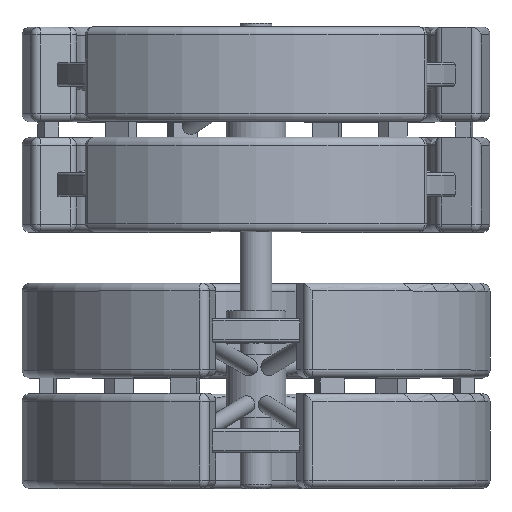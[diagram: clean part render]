
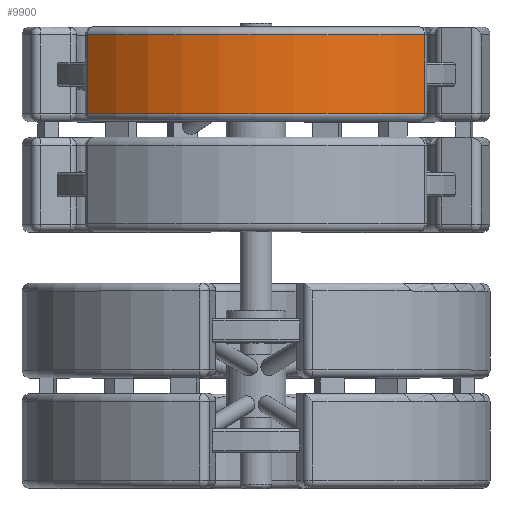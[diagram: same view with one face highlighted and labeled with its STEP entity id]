
A CAD part, top view. The second image highlights one B-rep face of the part: STEP entity #9900.
In plain terms, the highlighted cylindrical face has radius 297 mm (diameter 594 mm), a partial arc.
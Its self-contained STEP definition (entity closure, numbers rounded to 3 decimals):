
#622=LINE('',#17232,#1371);
#627=LINE('',#17239,#1376);
#1371=VECTOR('',#13624,10.);
#1376=VECTOR('',#13633,10.);
#1942=CYLINDRICAL_SURFACE('',#11135,297.);
#2515=FACE_OUTER_BOUND('',#3205,.T.);
#3205=EDGE_LOOP('',(#7982,#7983,#7984,#7985));
#3928=CIRCLE('',#11105,297.);
#3943=CIRCLE('',#11134,297.);
#4550=VERTEX_POINT('',#17155);
#4551=VERTEX_POINT('',#17159);
#4556=VERTEX_POINT('',#17169);
#4560=VERTEX_POINT('',#17180);
#5738=EDGE_CURVE('',#4560,#4556,#3928,.T.);
#5762=EDGE_CURVE('',#4551,#4560,#622,.T.);
#5767=EDGE_CURVE('',#4556,#4550,#627,.T.);
#5769=EDGE_CURVE('',#4550,#4551,#3943,.T.);
#7982=ORIENTED_EDGE('',*,*,#5738,.F.);
#7983=ORIENTED_EDGE('',*,*,#5762,.F.);
#7984=ORIENTED_EDGE('',*,*,#5769,.F.);
#7985=ORIENTED_EDGE('',*,*,#5767,.F.);
#9900=ADVANCED_FACE('',(#2515),#1942,.T.);
#11105=AXIS2_PLACEMENT_3D('',#17188,#13564,#13565);
#11134=AXIS2_PLACEMENT_3D('',#17242,#13638,#13639);
#11135=AXIS2_PLACEMENT_3D('',#17243,#13640,#13641);
#13564=DIRECTION('center_axis',(0.,-1.,0.));
#13565=DIRECTION('ref_axis',(0.,0.,
1.));
#13624=DIRECTION('',(0.,-1.,0.));
#13633=DIRECTION('',(0.,1.,0.));
#13638=DIRECTION('center_axis',(0.,1.,0.));
#13639=DIRECTION('ref_axis',(0.,0.,
1.));
#13640=DIRECTION('center_axis',(0.,1.,0.));
#13641=DIRECTION('ref_axis',(0.,0.,
1.));
#17155=CARTESIAN_POINT('',(-213.648,575.,206.309));
#17159=CARTESIAN_POINT('',(213.791,575.,206.161));
#17169=CARTESIAN_POINT('',(-213.648,475.,206.309));
#17180=CARTESIAN_POINT('',(213.791,475.,206.161));
#17188=CARTESIAN_POINT('Origin',(0.,475.,0.));
#17232=CARTESIAN_POINT('',(213.791,465.,206.161));
#17239=CARTESIAN_POINT('',(-213.648,465.,206.309));
#17242=CARTESIAN_POINT('Origin',(0.,575.,0.));
#17243=CARTESIAN_POINT('Origin',(0.,465.,0.));
